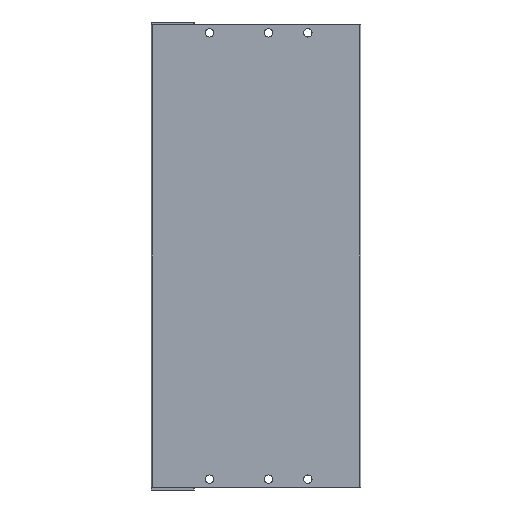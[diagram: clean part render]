
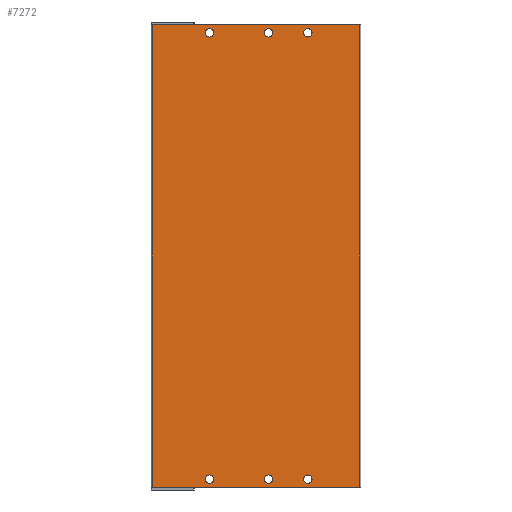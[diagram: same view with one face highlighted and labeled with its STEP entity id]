
A CAD part, front view. The second image highlights one B-rep face of the part: STEP entity #7272.
In plain terms, the highlighted planar face has unit normal (0, -1, 0).
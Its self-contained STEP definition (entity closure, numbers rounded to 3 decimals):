
#11 = CARTESIAN_POINT ( 'NONE',  ( 106.2, 0., 0. ) ) ;
#13 = FACE_OUTER_BOUND ( 'NONE', #6997, .T. ) ;
#132 = ORIENTED_EDGE ( 'NONE', *, *, #1614, .T. ) ;
#154 = CARTESIAN_POINT ( 'NONE',  ( 29.7, 0., -228.85 ) ) ;
#335 = CARTESIAN_POINT ( 'NONE',  ( 0.5, 0., -235. ) ) ;
#339 = DIRECTION ( 'NONE',  ( 0., 0., -1. ) ) ;
#446 = VERTEX_POINT ( 'NONE', #10523 ) ;
#489 = VERTEX_POINT ( 'NONE', #154 ) ;
#532 = CARTESIAN_POINT ( 'NONE',  ( 0.5, 0., 0. ) ) ;
#673 = AXIS2_PLACEMENT_3D ( 'NONE', #9805, #2781, #339 ) ;
#1011 = FACE_BOUND ( 'NONE', #2128, .T. ) ;
#1039 = ORIENTED_EDGE ( 'NONE', *, *, #8411, .T. ) ;
#1113 = AXIS2_PLACEMENT_3D ( 'NONE', #7598, #5412, #14430 ) ;
#1175 = DIRECTION ( 'NONE',  ( 0., 0., -1. ) ) ;
#1278 = CARTESIAN_POINT ( 'NONE',  ( 59.7, 0., -231. ) ) ;
#1316 = CARTESIAN_POINT ( 'NONE',  ( 29.7, 0., -231. ) ) ;
#1369 = CARTESIAN_POINT ( 'NONE',  ( 0.5, 0., -235. ) ) ;
#1393 = EDGE_LOOP ( 'NONE', ( #13713, #7223 ) ) ;
#1458 = CARTESIAN_POINT ( 'NONE',  ( 79.7, 0., -4. ) ) ;
#1493 = DIRECTION ( 'NONE',  ( 0., 1., 0. ) ) ;
#1524 = ORIENTED_EDGE ( 'NONE', *, *, #14869, .T. ) ;
#1614 = EDGE_CURVE ( 'NONE', #13978, #2864, #7072, .T. ) ;
#1677 = CARTESIAN_POINT ( 'NONE',  ( 29.7, 0., -233.15 ) ) ;
#1678 = LINE ( 'NONE', #532, #7732 ) ;
#2128 = EDGE_LOOP ( 'NONE', ( #3959, #2788 ) ) ;
#2140 = DIRECTION ( 'NONE',  ( 0., 1., 0. ) ) ;
#2228 = VERTEX_POINT ( 'NONE', #10333 ) ;
#2298 = DIRECTION ( 'NONE',  ( 0., -1., 0. ) ) ;
#2773 = VERTEX_POINT ( 'NONE', #5917 ) ;
#2781 = DIRECTION ( 'NONE',  ( 0., 1., 0. ) ) ;
#2788 = ORIENTED_EDGE ( 'NONE', *, *, #12250, .T. ) ;
#2864 = VERTEX_POINT ( 'NONE', #7652 ) ;
#3099 = EDGE_CURVE ( 'NONE', #2864, #13978, #13389, .T. ) ;
#3273 = CARTESIAN_POINT ( 'NONE',  ( 59.7, 0., -1.85 ) ) ;
#3292 = FACE_BOUND ( 'NONE', #1393, .T. ) ;
#3344 = ORIENTED_EDGE ( 'NONE', *, *, #9131, .T. ) ;
#3512 = FACE_BOUND ( 'NONE', #3988, .T. ) ;
#3527 = DIRECTION ( 'NONE',  ( 0., 0., -1. ) ) ;
#3681 = CARTESIAN_POINT ( 'NONE',  ( 29.7, 0., -4. ) ) ;
#3812 = VERTEX_POINT ( 'NONE', #4050 ) ;
#3959 = ORIENTED_EDGE ( 'NONE', *, *, #9103, .T. ) ;
#3988 = EDGE_LOOP ( 'NONE', ( #4258, #12051 ) ) ;
#4032 = EDGE_CURVE ( 'NONE', #5982, #2773, #8121, .T. ) ;
#4050 = CARTESIAN_POINT ( 'NONE',  ( 79.7, 0., -228.85 ) ) ;
#4098 = VECTOR ( 'NONE', #10871, 1000. ) ;
#4155 = AXIS2_PLACEMENT_3D ( 'NONE', #6170, #5884, #8380 ) ;
#4258 = ORIENTED_EDGE ( 'NONE', *, *, #14851, .T. ) ;
#4702 = DIRECTION ( 'NONE',  ( 0., 1., 0. ) ) ;
#4734 = DIRECTION ( 'NONE',  ( 0., 0., 1. ) ) ;
#5412 = DIRECTION ( 'NONE',  ( 0., 1., 0. ) ) ;
#5611 = DIRECTION ( 'NONE',  ( 0., 0., -1. ) ) ;
#5712 = EDGE_CURVE ( 'NONE', #446, #12201, #10971, .T. ) ;
#5884 = DIRECTION ( 'NONE',  ( 0., 1., 0. ) ) ;
#5917 = CARTESIAN_POINT ( 'NONE',  ( 79.7, 0., -1.85 ) ) ;
#5982 = VERTEX_POINT ( 'NONE', #12357 ) ;
#6061 = DIRECTION ( 'NONE',  ( 0., 1., 0. ) ) ;
#6107 = DIRECTION ( 'NONE',  ( 0., 1., 0. ) ) ;
#6170 = CARTESIAN_POINT ( 'NONE',  ( 29.7, 0., -231. ) ) ;
#6185 = VERTEX_POINT ( 'NONE', #11 ) ;
#6279 = DIRECTION ( 'NONE',  ( 0., 0., -1. ) ) ;
#6365 = CARTESIAN_POINT ( 'NONE',  ( 0.5, 0., 0. ) ) ;
#6601 = CARTESIAN_POINT ( 'NONE',  ( 0.5, 0., -235. ) ) ;
#6617 = AXIS2_PLACEMENT_3D ( 'NONE', #1278, #10430, #6874 ) ;
#6731 = EDGE_CURVE ( 'NONE', #9050, #7116, #12463, .T. ) ;
#6762 = PLANE ( 'NONE',  #10075 ) ;
#6874 = DIRECTION ( 'NONE',  ( 0., 0., -1. ) ) ;
#6997 = EDGE_LOOP ( 'NONE', ( #1039, #9443, #8041, #11894 ) ) ;
#6999 = EDGE_CURVE ( 'NONE', #12698, #6185, #9344, .T. ) ;
#7047 = AXIS2_PLACEMENT_3D ( 'NONE', #11697, #1493, #10646 ) ;
#7072 = CIRCLE ( 'NONE', #11421, 2.15 ) ;
#7116 = VERTEX_POINT ( 'NONE', #8508 ) ;
#7223 = ORIENTED_EDGE ( 'NONE', *, *, #7526, .T. ) ;
#7230 = LINE ( 'NONE', #8594, #8691 ) ;
#7272 = ADVANCED_FACE ( 'NONE', ( #13, #10382, #3512, #3292, #1011, #9114, #10090 ), #6762, .T. ) ;
#7526 = EDGE_CURVE ( 'NONE', #2773, #5982, #13140, .T. ) ;
#7579 = AXIS2_PLACEMENT_3D ( 'NONE', #1458, #6061, #6279 ) ;
#7598 = CARTESIAN_POINT ( 'NONE',  ( 59.7, 0., -4. ) ) ;
#7652 = CARTESIAN_POINT ( 'NONE',  ( 59.7, 0., -233.15 ) ) ;
#7732 = VECTOR ( 'NONE', #12338, 1000. ) ;
#7748 = AXIS2_PLACEMENT_3D ( 'NONE', #13087, #4702, #8259 ) ;
#7959 = CARTESIAN_POINT ( 'NONE',  ( 79.7, 0., -231. ) ) ;
#7995 = CIRCLE ( 'NONE', #11597, 2.15 ) ;
#8041 = ORIENTED_EDGE ( 'NONE', *, *, #8941, .T. ) ;
#8121 = CIRCLE ( 'NONE', #9552, 2.15 ) ;
#8259 = DIRECTION ( 'NONE',  ( 0., 0., -1. ) ) ;
#8283 = DIRECTION ( 'NONE',  ( 0., 1., 0. ) ) ;
#8380 = DIRECTION ( 'NONE',  ( 0., 0., -1. ) ) ;
#8411 = EDGE_CURVE ( 'NONE', #9159, #12698, #7230, .T. ) ;
#8502 = EDGE_CURVE ( 'NONE', #9754, #9159, #13294, .T. ) ;
#8508 = CARTESIAN_POINT ( 'NONE',  ( 59.7, 0., -6.15 ) ) ;
#8594 = CARTESIAN_POINT ( 'NONE',  ( 0.5, 0., -235. ) ) ;
#8613 = EDGE_LOOP ( 'NONE', ( #12779, #132 ) ) ;
#8691 = VECTOR ( 'NONE', #12128, 1000. ) ;
#8930 = CIRCLE ( 'NONE', #673, 2.15 ) ;
#8941 = EDGE_CURVE ( 'NONE', #6185, #9754, #1678, .T. ) ;
#9050 = VERTEX_POINT ( 'NONE', #3273 ) ;
#9103 = EDGE_CURVE ( 'NONE', #2228, #3812, #7995, .T. ) ;
#9114 = FACE_BOUND ( 'NONE', #8613, .T. ) ;
#9131 = EDGE_CURVE ( 'NONE', #12201, #446, #14272, .T. ) ;
#9159 = VERTEX_POINT ( 'NONE', #1369 ) ;
#9195 = DIRECTION ( 'NONE',  ( 0., 1., 0. ) ) ;
#9299 = EDGE_LOOP ( 'NONE', ( #12389, #3344 ) ) ;
#9341 = VECTOR ( 'NONE', #4734, 1000. ) ;
#9344 = LINE ( 'NONE', #10469, #9341 ) ;
#9399 = ORIENTED_EDGE ( 'NONE', *, *, #9666, .T. ) ;
#9443 = ORIENTED_EDGE ( 'NONE', *, *, #6999, .T. ) ;
#9552 = AXIS2_PLACEMENT_3D ( 'NONE', #14943, #9195, #10756 ) ;
#9666 = EDGE_CURVE ( 'NONE', #489, #11408, #11621, .T. ) ;
#9754 = VERTEX_POINT ( 'NONE', #6365 ) ;
#9805 = CARTESIAN_POINT ( 'NONE',  ( 79.7, 0., -231. ) ) ;
#10013 = AXIS2_PLACEMENT_3D ( 'NONE', #3681, #8283, #3527 ) ;
#10028 = CARTESIAN_POINT ( 'NONE',  ( 59.7, 0., -228.85 ) ) ;
#10075 = AXIS2_PLACEMENT_3D ( 'NONE', #6601, #2298, #11300 ) ;
#10090 = FACE_BOUND ( 'NONE', #13342, .T. ) ;
#10333 = CARTESIAN_POINT ( 'NONE',  ( 79.7, 0., -233.15 ) ) ;
#10382 = FACE_BOUND ( 'NONE', #9299, .T. ) ;
#10430 = DIRECTION ( 'NONE',  ( 0., 1., 0. ) ) ;
#10469 = CARTESIAN_POINT ( 'NONE',  ( 106.2, 0., -235. ) ) ;
#10491 = CARTESIAN_POINT ( 'NONE',  ( 29.7, 0., -1.85 ) ) ;
#10523 = CARTESIAN_POINT ( 'NONE',  ( 29.7, 0., -6.15 ) ) ;
#10646 = DIRECTION ( 'NONE',  ( 0., 0., -1. ) ) ;
#10730 = DIRECTION ( 'NONE',  ( 0., 0., -1. ) ) ;
#10756 = DIRECTION ( 'NONE',  ( 0., 0., -1. ) ) ;
#10871 = DIRECTION ( 'NONE',  ( 0., 0., -1. ) ) ;
#10971 = CIRCLE ( 'NONE', #10013, 2.15 ) ;
#11300 = DIRECTION ( 'NONE',  ( 0., 0., -1. ) ) ;
#11408 = VERTEX_POINT ( 'NONE', #1677 ) ;
#11421 = AXIS2_PLACEMENT_3D ( 'NONE', #13012, #6107, #10730 ) ;
#11597 = AXIS2_PLACEMENT_3D ( 'NONE', #7959, #2140, #5611 ) ;
#11621 = CIRCLE ( 'NONE', #14056, 2.15 ) ;
#11697 = CARTESIAN_POINT ( 'NONE',  ( 59.7, 0., -4. ) ) ;
#11894 = ORIENTED_EDGE ( 'NONE', *, *, #8502, .T. ) ;
#12051 = ORIENTED_EDGE ( 'NONE', *, *, #6731, .T. ) ;
#12128 = DIRECTION ( 'NONE',  ( 1., 0., 0. ) ) ;
#12201 = VERTEX_POINT ( 'NONE', #10491 ) ;
#12250 = EDGE_CURVE ( 'NONE', #3812, #2228, #8930, .T. ) ;
#12338 = DIRECTION ( 'NONE',  ( -1., 0., 0. ) ) ;
#12357 = CARTESIAN_POINT ( 'NONE',  ( 79.7, 0., -6.15 ) ) ;
#12389 = ORIENTED_EDGE ( 'NONE', *, *, #5712, .T. ) ;
#12463 = CIRCLE ( 'NONE', #1113, 2.15 ) ;
#12698 = VERTEX_POINT ( 'NONE', #14252 ) ;
#12747 = DIRECTION ( 'NONE',  ( 0., 1., 0. ) ) ;
#12779 = ORIENTED_EDGE ( 'NONE', *, *, #3099, .T. ) ;
#13012 = CARTESIAN_POINT ( 'NONE',  ( 59.7, 0., -231. ) ) ;
#13087 = CARTESIAN_POINT ( 'NONE',  ( 29.7, 0., -4. ) ) ;
#13140 = CIRCLE ( 'NONE', #7579, 2.15 ) ;
#13294 = LINE ( 'NONE', #335, #4098 ) ;
#13342 = EDGE_LOOP ( 'NONE', ( #1524, #9399 ) ) ;
#13389 = CIRCLE ( 'NONE', #6617, 2.15 ) ;
#13713 = ORIENTED_EDGE ( 'NONE', *, *, #4032, .T. ) ;
#13978 = VERTEX_POINT ( 'NONE', #10028 ) ;
#14056 = AXIS2_PLACEMENT_3D ( 'NONE', #1316, #12747, #1175 ) ;
#14252 = CARTESIAN_POINT ( 'NONE',  ( 106.2, 0., -235. ) ) ;
#14272 = CIRCLE ( 'NONE', #7748, 2.15 ) ;
#14430 = DIRECTION ( 'NONE',  ( 0., 0., -1. ) ) ;
#14555 = CIRCLE ( 'NONE', #4155, 2.15 ) ;
#14790 = CIRCLE ( 'NONE', #7047, 2.15 ) ;
#14851 = EDGE_CURVE ( 'NONE', #7116, #9050, #14790, .T. ) ;
#14869 = EDGE_CURVE ( 'NONE', #11408, #489, #14555, .T. ) ;
#14943 = CARTESIAN_POINT ( 'NONE',  ( 79.7, 0., -4. ) ) ;
